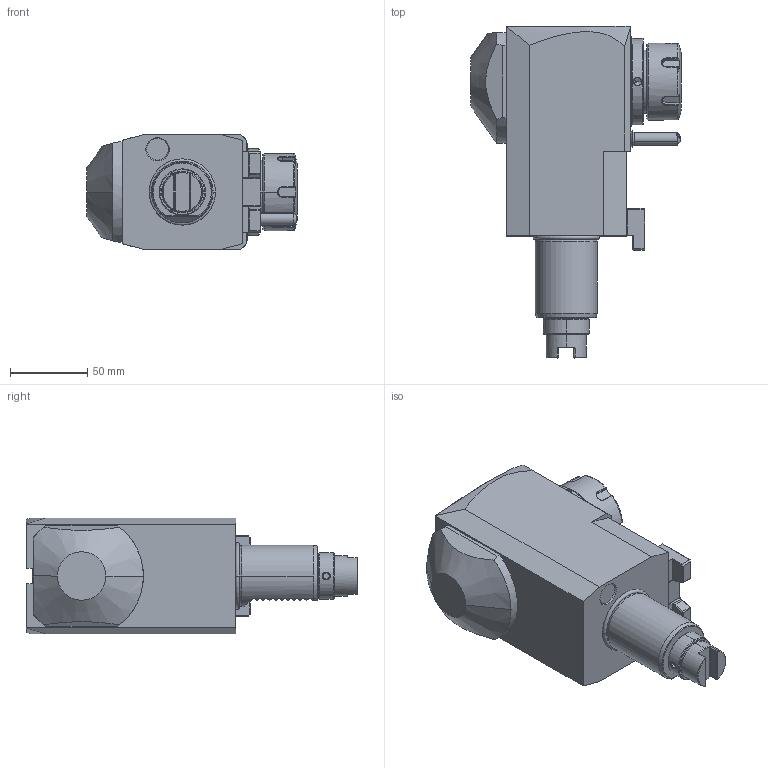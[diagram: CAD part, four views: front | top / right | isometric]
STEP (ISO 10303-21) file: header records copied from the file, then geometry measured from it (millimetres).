
FILE_DESCRIPTION((''),'2;1');
FILE_NAME('NGT1_40_261_32_2_1_100','2022-03-22T',('vali'),('NOVA GRUP'),'PRO/ENGINEER BY PARAMETRIC TECHNOLOGY CORPORATION, 2010280','PRO/ENGINEER BY PARAMETRIC TECHNOLOGY CORPORATION, 2010280','');
FILE_SCHEMA(('CONFIG_CONTROL_DESIGN'));
Length unit declared in the file: millimetre
Products named in the file (1): NGT1_40_261_32_2_1_100
Bounding box: 136.6 x 215 x 75 mm (x, y, z)
Volume: 1015090.9 mm3; surface area: 78061.2 mm2
Topology: 1 solids, 1 shells, 375 faces, 962 edges, 600 vertices
Faces by surface type: plane 192, cylinder 68, cone 60, bspline 34, torus 17, extrusion 2, sphere 2
Entity records: 15718 total; most frequent: CARTESIAN_POINT 7138, ORIENTED_EDGE 1908, DIRECTION 1552, EDGE_CURVE 954, VERTEX_POINT 600, AXIS2_PLACEMENT_3D 526, VECTOR 500, LINE 498
